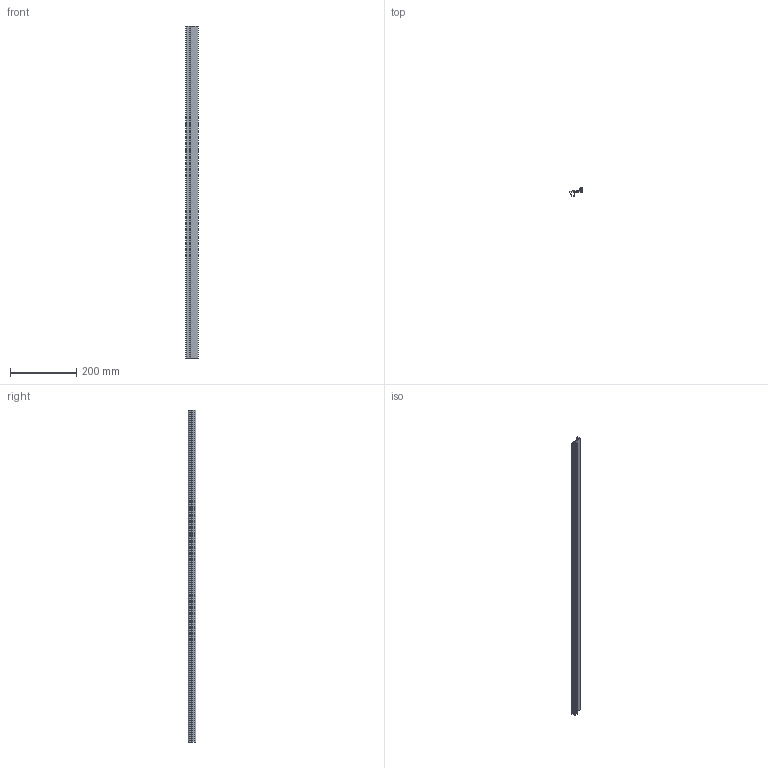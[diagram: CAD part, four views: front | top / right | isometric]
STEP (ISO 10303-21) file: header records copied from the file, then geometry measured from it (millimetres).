
FILE_DESCRIPTION (( 'STEP AP214' ), '1' );
FILE_NAME ('092259.STEP', '2014-06-11T13:21:09', ( '' ), ( '' ), 'SwSTEP 2.0', 'SolidWorks 2014', '' );
FILE_SCHEMA (( 'AUTOMOTIVE_DESIGN' ));
Length unit declared in the file: millimetre
Products named in the file (1): 092259
Bounding box: 38.5 x 22.99 x 1000 mm (x, y, z)
Volume: 167085.3 mm3; surface area: 163712.3 mm2
Topology: 1 solids, 1 shells, 53 faces, 149 edges, 98 vertices
Faces by surface type: cylinder 28, plane 25
Entity records: 1761 total; most frequent: DIRECTION 313, CARTESIAN_POINT 301, ORIENTED_EDGE 298, EDGE_CURVE 149, AXIS2_PLACEMENT_3D 110, VERTEX_POINT 98, LINE 93, VECTOR 93
